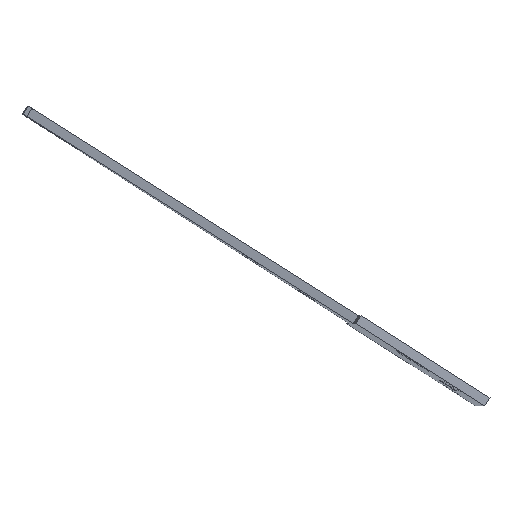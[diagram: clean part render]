
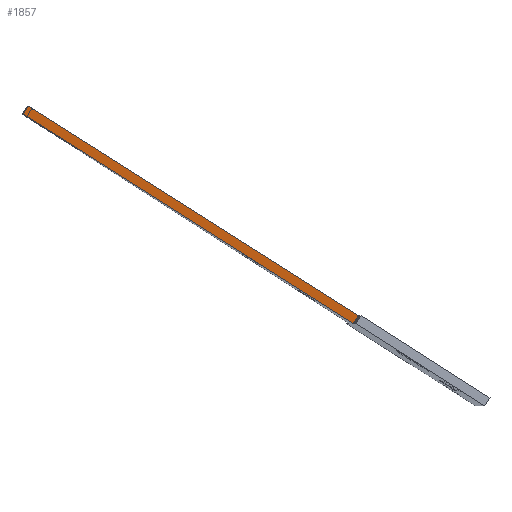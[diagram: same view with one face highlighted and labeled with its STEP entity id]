
A CAD part, left-side view. The second image highlights one B-rep face of the part: STEP entity #1857.
In plain terms, the highlighted planar face has unit normal (-0.884, 0.393, 0.254).
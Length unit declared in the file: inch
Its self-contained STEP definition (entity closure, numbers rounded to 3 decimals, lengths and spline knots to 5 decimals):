
#6 = CARTESIAN_POINT ( 'NONE',  ( -1.78644, -9.61116, -6.73906 ) ) ;
#9 = PLANE ( 'NONE',  #202 ) ;
#34 = FACE_OUTER_BOUND ( 'NONE', #1593, .T. ) ;
#35 = DIRECTION ( 'NONE',  ( -0.004, 0.538, -0.843 ) ) ;
#82 = EDGE_CURVE ( 'NONE', #681, #129, #793, .T. ) ;
#129 = VERTEX_POINT ( 'NONE', #1980 ) ;
#133 = CARTESIAN_POINT ( 'NONE',  ( -0.72574, -7.85, -5.76919 ) ) ;
#153 = CARTESIAN_POINT ( 'NONE',  ( -1.7869, -9.54396, -6.84446 ) ) ;
#202 = AXIS2_PLACEMENT_3D ( 'NONE', #344, #522, #1443 ) ;
#344 = CARTESIAN_POINT ( 'NONE',  ( -1.78644, -9.61116, -6.73906 ) ) ;
#351 = CARTESIAN_POINT ( 'NONE',  ( -0.72527, -7.9172, -5.66379 ) ) ;
#405 = VECTOR ( 'NONE', #35, 39.37008 ) ;
#415 = VECTOR ( 'NONE', #461, 39.37008 ) ;
#425 = VERTEX_POINT ( 'NONE', #351 ) ;
#461 = DIRECTION ( 'NONE',  ( -0.468, -0.746, -0.474 ) ) ;
#522 = DIRECTION ( 'NONE',  ( 0.884, -0.392, -0.254 ) ) ;
#594 = DIRECTION ( 'NONE',  ( -0.468, -0.746, -0.474 ) ) ;
#651 = EDGE_CURVE ( 'NONE', #425, #1068, #820, .T. ) ;
#681 = VERTEX_POINT ( 'NONE', #1775 ) ;
#695 = ORIENTED_EDGE ( 'NONE', *, *, #651, .F. ) ;
#703 = ORIENTED_EDGE ( 'NONE', *, *, #82, .T. ) ;
#793 = LINE ( 'NONE', #1686, #1902 ) ;
#820 = LINE ( 'NONE', #1433, #405 ) ;
#884 = VECTOR ( 'NONE', #594, 39.37008 ) ;
#992 = EDGE_CURVE ( 'NONE', #681, #425, #1535, .T. ) ;
#1068 = VERTEX_POINT ( 'NONE', #133 ) ;
#1090 = DIRECTION ( 'NONE',  ( -0.004, 0.538, -0.843 ) ) ;
#1317 = ORIENTED_EDGE ( 'NONE', *, *, #1820, .T. ) ;
#1421 = ORIENTED_EDGE ( 'NONE', *, *, #992, .F. ) ;
#1433 = CARTESIAN_POINT ( 'NONE',  ( -0.72527, -7.9172, -5.66379 ) ) ;
#1443 = DIRECTION ( 'NONE',  ( 0.406, 0.914, 0. ) ) ;
#1535 = LINE ( 'NONE', #6, #884 ) ;
#1593 = EDGE_LOOP ( 'NONE', ( #695, #1421, #703, #1317 ) ) ;
#1686 = CARTESIAN_POINT ( 'NONE',  ( 1.98279, -3.59426, -2.91976 ) ) ;
#1703 = LINE ( 'NONE', #153, #415 ) ;
#1775 = CARTESIAN_POINT ( 'NONE',  ( 1.98279, -3.59426, -2.91976 ) ) ;
#1820 = EDGE_CURVE ( 'NONE', #129, #1068, #1703, .T. ) ;
#1857 = ADVANCED_FACE ( 'NONE', ( #34 ), #9, .F. ) ;
#1902 = VECTOR ( 'NONE', #1090, 39.37008 ) ;
#1980 = CARTESIAN_POINT ( 'NONE',  ( 1.98233, -3.52706, -3.02516 ) ) ;
